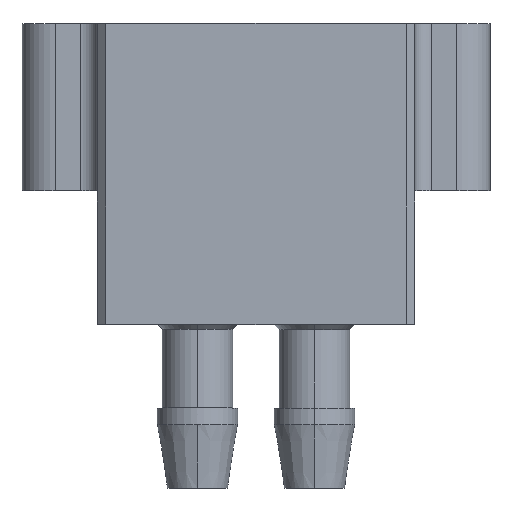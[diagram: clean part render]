
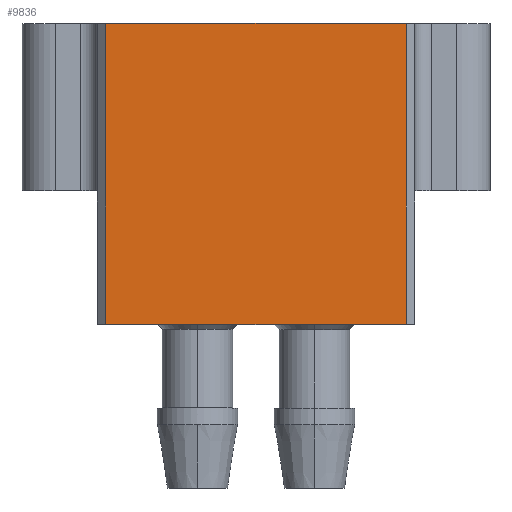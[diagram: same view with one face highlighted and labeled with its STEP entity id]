
A CAD part, top view. The second image highlights one B-rep face of the part: STEP entity #9836.
In plain terms, the highlighted planar face has unit normal (0, 0, 1).
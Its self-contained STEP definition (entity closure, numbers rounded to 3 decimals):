
#32 = PLANE('',#33);
#33 = AXIS2_PLACEMENT_3D('',#34,#35,#36);
#34 = CARTESIAN_POINT('',(0.,10.,0.));
#35 = DIRECTION('',(0.,1.,0.));
#36 = DIRECTION('',(1.,0.,0.));
#381 = VERTEX_POINT('',#382);
#382 = CARTESIAN_POINT('',(9.,10.,8.));
#396 = PLANE('',#397);
#397 = AXIS2_PLACEMENT_3D('',#398,#399,#400);
#398 = CARTESIAN_POINT('',(9.25,1.,7.75));
#399 = DIRECTION('',(0.707,0.,0.707));
#400 = DIRECTION('',(-0.707,0.,0.707));
#408 = EDGE_CURVE('',#409,#381,#411,.T.);
#409 = VERTEX_POINT('',#410);
#410 = CARTESIAN_POINT('',(-9.,10.,8.));
#411 = SURFACE_CURVE('',#412,(#416,#423),.PCURVE_S1.);
#412 = LINE('',#413,#414);
#413 = CARTESIAN_POINT('',(-9.,10.,8.));
#414 = VECTOR('',#415,1.);
#415 = DIRECTION('',(1.,0.,0.));
#416 = PCURVE('',#32,#417);
#417 = DEFINITIONAL_REPRESENTATION('',(#418),#422);
#418 = LINE('',#419,#420);
#419 = CARTESIAN_POINT('',(-9.,-8.));
#420 = VECTOR('',#421,1.);
#421 = DIRECTION('',(1.,0.));
#422 = ( GEOMETRIC_REPRESENTATION_CONTEXT(2) 
PARAMETRIC_REPRESENTATION_CONTEXT() REPRESENTATION_CONTEXT('2D SPACE',''
  ) );
#423 = PCURVE('',#424,#429);
#424 = PLANE('',#425);
#425 = AXIS2_PLACEMENT_3D('',#426,#427,#428);
#426 = CARTESIAN_POINT('',(-9.5,-8.,8.));
#427 = DIRECTION('',(0.,0.,-1.));
#428 = DIRECTION('',(1.,0.,0.));
#429 = DEFINITIONAL_REPRESENTATION('',(#430),#434);
#430 = LINE('',#431,#432);
#431 = CARTESIAN_POINT('',(0.5,-18.));
#432 = VECTOR('',#433,1.);
#433 = DIRECTION('',(1.,0.));
#434 = ( GEOMETRIC_REPRESENTATION_CONTEXT(2) 
PARAMETRIC_REPRESENTATION_CONTEXT() REPRESENTATION_CONTEXT('2D SPACE',''
  ) );
#452 = PLANE('',#453);
#453 = AXIS2_PLACEMENT_3D('',#454,#455,#456);
#454 = CARTESIAN_POINT('',(-9.25,1.,7.75));
#455 = DIRECTION('',(-0.707,0.,0.707));
#456 = DIRECTION('',(0.707,0.,0.707));
#6566 = PLANE('',#6567);
#6567 = AXIS2_PLACEMENT_3D('',#6568,#6569,#6570);
#6568 = CARTESIAN_POINT('',(0.,-8.,0.));
#6569 = DIRECTION('',(0.,-1.,0.));
#6570 = DIRECTION('',(-1.,0.,0.));
#6662 = VERTEX_POINT('',#6663);
#6663 = CARTESIAN_POINT('',(-9.,-8.,8.));
#6684 = EDGE_CURVE('',#6685,#6662,#6687,.T.);
#6685 = VERTEX_POINT('',#6686);
#6686 = CARTESIAN_POINT('',(9.,-8.,8.));
#6687 = SURFACE_CURVE('',#6688,(#6692,#6699),.PCURVE_S1.);
#6688 = LINE('',#6689,#6690);
#6689 = CARTESIAN_POINT('',(9.,-8.,8.));
#6690 = VECTOR('',#6691,1.);
#6691 = DIRECTION('',(-1.,0.,0.));
#6692 = PCURVE('',#6566,#6693);
#6693 = DEFINITIONAL_REPRESENTATION('',(#6694),#6698);
#6694 = LINE('',#6695,#6696);
#6695 = CARTESIAN_POINT('',(-9.,-8.));
#6696 = VECTOR('',#6697,1.);
#6697 = DIRECTION('',(1.,0.));
#6698 = ( GEOMETRIC_REPRESENTATION_CONTEXT(2) 
PARAMETRIC_REPRESENTATION_CONTEXT() REPRESENTATION_CONTEXT('2D SPACE',''
  ) );
#6699 = PCURVE('',#424,#6700);
#6700 = DEFINITIONAL_REPRESENTATION('',(#6701),#6705);
#6701 = LINE('',#6702,#6703);
#6702 = CARTESIAN_POINT('',(18.5,0.));
#6703 = VECTOR('',#6704,1.);
#6704 = DIRECTION('',(-1.,0.));
#6705 = ( GEOMETRIC_REPRESENTATION_CONTEXT(2) 
PARAMETRIC_REPRESENTATION_CONTEXT() REPRESENTATION_CONTEXT('2D SPACE',''
  ) );
#9814 = EDGE_CURVE('',#381,#6685,#9815,.T.);
#9815 = SURFACE_CURVE('',#9816,(#9820,#9827),.PCURVE_S1.);
#9816 = LINE('',#9817,#9818);
#9817 = CARTESIAN_POINT('',(9.,10.,8.));
#9818 = VECTOR('',#9819,1.);
#9819 = DIRECTION('',(0.,-1.,0.));
#9820 = PCURVE('',#396,#9821);
#9821 = DEFINITIONAL_REPRESENTATION('',(#9822),#9826);
#9822 = LINE('',#9823,#9824);
#9823 = CARTESIAN_POINT('',(0.354,-9.));
#9824 = VECTOR('',#9825,1.);
#9825 = DIRECTION('',(0.,1.));
#9826 = ( GEOMETRIC_REPRESENTATION_CONTEXT(2) 
PARAMETRIC_REPRESENTATION_CONTEXT() REPRESENTATION_CONTEXT('2D SPACE',''
  ) );
#9827 = PCURVE('',#424,#9828);
#9828 = DEFINITIONAL_REPRESENTATION('',(#9829),#9833);
#9829 = LINE('',#9830,#9831);
#9830 = CARTESIAN_POINT('',(18.5,-18.));
#9831 = VECTOR('',#9832,1.);
#9832 = DIRECTION('',(0.,1.));
#9833 = ( GEOMETRIC_REPRESENTATION_CONTEXT(2) 
PARAMETRIC_REPRESENTATION_CONTEXT() REPRESENTATION_CONTEXT('2D SPACE',''
  ) );
#9836 = ADVANCED_FACE('',(#9837),#424,.F.);
#9837 = FACE_BOUND('',#9838,.F.);
#9838 = EDGE_LOOP('',(#9839,#9860,#9861,#9862));
#9839 = ORIENTED_EDGE('',*,*,#9840,.T.);
#9840 = EDGE_CURVE('',#6662,#409,#9841,.T.);
#9841 = SURFACE_CURVE('',#9842,(#9846,#9853),.PCURVE_S1.);
#9842 = LINE('',#9843,#9844);
#9843 = CARTESIAN_POINT('',(-9.,-8.,8.));
#9844 = VECTOR('',#9845,1.);
#9845 = DIRECTION('',(0.,1.,0.));
#9846 = PCURVE('',#424,#9847);
#9847 = DEFINITIONAL_REPRESENTATION('',(#9848),#9852);
#9848 = LINE('',#9849,#9850);
#9849 = CARTESIAN_POINT('',(0.5,0.));
#9850 = VECTOR('',#9851,1.);
#9851 = DIRECTION('',(0.,-1.));
#9852 = ( GEOMETRIC_REPRESENTATION_CONTEXT(2) 
PARAMETRIC_REPRESENTATION_CONTEXT() REPRESENTATION_CONTEXT('2D SPACE',''
  ) );
#9853 = PCURVE('',#452,#9854);
#9854 = DEFINITIONAL_REPRESENTATION('',(#9855),#9859);
#9855 = LINE('',#9856,#9857);
#9856 = CARTESIAN_POINT('',(0.354,-9.));
#9857 = VECTOR('',#9858,1.);
#9858 = DIRECTION('',(0.,1.));
#9859 = ( GEOMETRIC_REPRESENTATION_CONTEXT(2) 
PARAMETRIC_REPRESENTATION_CONTEXT() REPRESENTATION_CONTEXT('2D SPACE',''
  ) );
#9860 = ORIENTED_EDGE('',*,*,#408,.T.);
#9861 = ORIENTED_EDGE('',*,*,#9814,.T.);
#9862 = ORIENTED_EDGE('',*,*,#6684,.T.);
